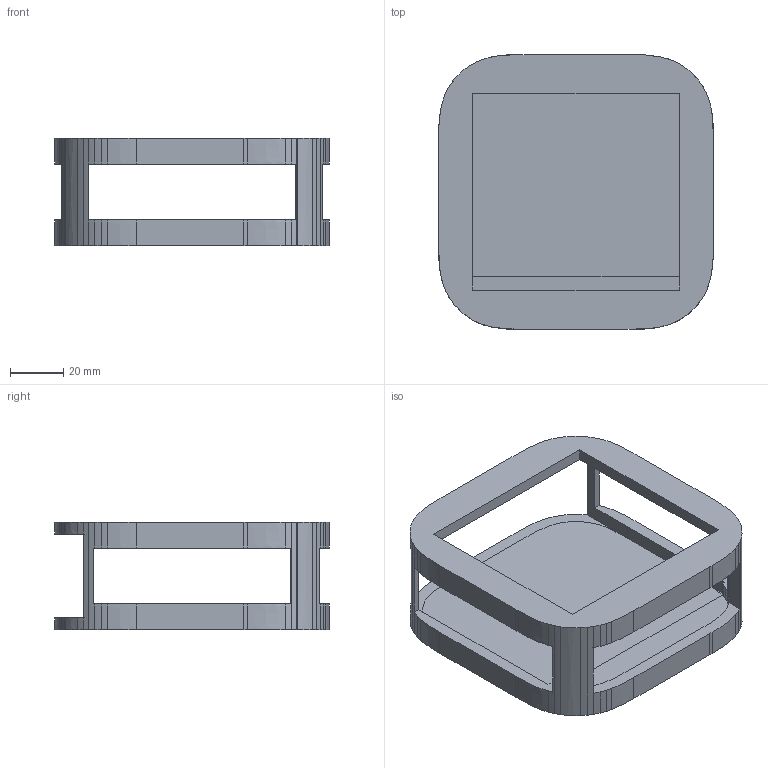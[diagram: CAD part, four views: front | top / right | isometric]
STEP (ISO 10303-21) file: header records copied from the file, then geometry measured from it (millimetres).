
FILE_DESCRIPTION(('FreeCAD Model'),'2;1');
FILE_NAME('Open CASCADE Shape Model','2025-02-04T19:39:16',('FreeCAD'),( 'FreeCAD'),'Open CASCADE STEP processor 7.8','FreeCAD','Unknown');
FILE_SCHEMA(('AUTOMOTIVE_DESIGN { 1 0 10303 214 1 1 1 1 }'));
Length unit declared in the file: millimetre
Products named in the file (1): Open CASCADE STEP translator 7.8 1
Bounding box: 103.18 x 103.18 x 40.44 mm (x, y, z)
Volume: 79110.8 mm3; surface area: 40563.6 mm2
Topology: 1 solids, 1 shells, 195 faces, 624 edges, 424 vertices
Faces by surface type: extrusion 115, plane 52, cylinder 28
Entity records: 34732 total; most frequent: CARTESIAN_POINT 24204, DIRECTION 1271, ORIENTED_EDGE 1248, PCURVE 1248, DEFINITIONAL_REPRESENTATION 1248, VECTOR 989, B_SPLINE_CURVE_WITH_KNOTS 981, LINE 874
